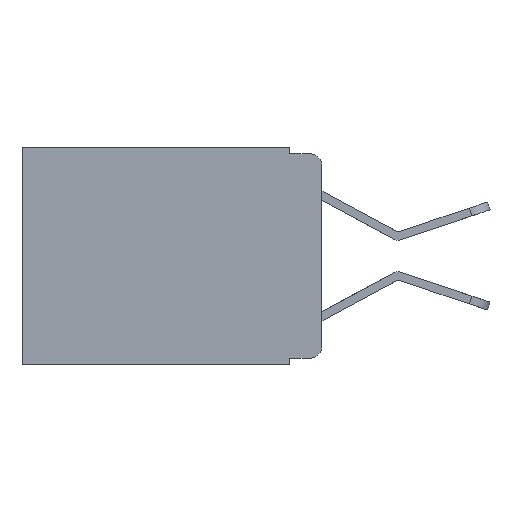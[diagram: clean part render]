
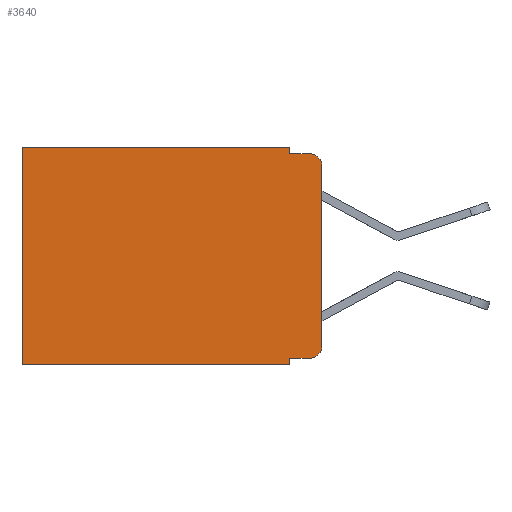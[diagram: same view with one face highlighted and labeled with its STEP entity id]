
A CAD part, left-side view. The second image highlights one B-rep face of the part: STEP entity #3640.
In plain terms, the highlighted planar face has unit normal (-1, 0, 0).
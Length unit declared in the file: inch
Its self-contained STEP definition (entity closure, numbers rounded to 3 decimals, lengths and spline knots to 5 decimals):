
#28 = EDGE_CURVE ( 'NONE', #29, #1324, #6880, .T. ) ;
#29 = VERTEX_POINT ( 'NONE', #9260 ) ;
#235 = ORIENTED_EDGE ( 'NONE', *, *, #4721, .T. ) ;
#269 = ORIENTED_EDGE ( 'NONE', *, *, #5161, .T. ) ;
#319 = ORIENTED_EDGE ( 'NONE', *, *, #4576, .F. ) ;
#328 = ORIENTED_EDGE ( 'NONE', *, *, #8170, .F. ) ;
#365 = ORIENTED_EDGE ( 'NONE', *, *, #4144, .T. ) ;
#396 = ORIENTED_EDGE ( 'NONE', *, *, #9707, .F. ) ;
#405 = CARTESIAN_POINT ( 'NONE',  ( 0.298, 0.051, -0.01 ) ) ;
#408 = ORIENTED_EDGE ( 'NONE', *, *, #28, .T. ) ;
#461 = ORIENTED_EDGE ( 'NONE', *, *, #4400, .T. ) ;
#512 = ORIENTED_EDGE ( 'NONE', *, *, #1404, .F. ) ;
#523 = DIRECTION ( 'NONE',  ( 0., 0., -1. ) ) ;
#530 = VECTOR ( 'NONE', #9284, 39.37008 ) ;
#571 = DIRECTION ( 'NONE',  ( -1., 0., 0. ) ) ;
#575 = ORIENTED_EDGE ( 'NONE', *, *, #6681, .F. ) ;
#747 = CARTESIAN_POINT ( 'NONE',  ( 0.298, 0.02, -0.313 ) ) ;
#888 = CARTESIAN_POINT ( 'NONE',  ( 0.298, 0.051, -0.343 ) ) ;
#1324 = VERTEX_POINT ( 'NONE', #3066 ) ;
#1363 = AXIS2_PLACEMENT_3D ( 'NONE', #8802, #8764, #8766 ) ;
#1404 = EDGE_CURVE ( 'NONE', #5778, #6299, #2761, .T. ) ;
#1700 = LINE ( 'NONE', #9657, #5944 ) ;
#1727 = CARTESIAN_POINT ( 'NONE',  ( 0.298, 0., -0.343 ) ) ;
#2343 = CARTESIAN_POINT ( 'NONE',  ( 0.298, 0.051, -0.01 ) ) ;
#2425 = CARTESIAN_POINT ( 'NONE',  ( 0.298, 0., -0.313 ) ) ;
#2624 = VECTOR ( 'NONE', #7742, 39.37008 ) ;
#2761 = LINE ( 'NONE', #2343, #4436 ) ;
#3066 = CARTESIAN_POINT ( 'NONE',  ( 0.298, 0.473, 0. ) ) ;
#3110 = CIRCLE ( 'NONE', #3275, 0.02 ) ;
#3220 = VERTEX_POINT ( 'NONE', #5213 ) ;
#3275 = AXIS2_PLACEMENT_3D ( 'NONE', #9359, #9291, #9509 ) ;
#3437 = DIRECTION ( 'NONE',  ( 0., -1., 0. ) ) ;
#3505 = VERTEX_POINT ( 'NONE', #2425 ) ;
#3640 = ADVANCED_FACE ( 'NONE', ( #8892 ), #9180, .F. ) ;
#3697 = CARTESIAN_POINT ( 'NONE',  ( 0.298, 0.02, -0.333 ) ) ;
#3841 = DIRECTION ( 'NONE',  ( 0., 1., 0. ) ) ;
#3879 = VERTEX_POINT ( 'NONE', #888 ) ;
#3988 = DIRECTION ( 'NONE',  ( 0., 0., -1. ) ) ;
#4057 = VECTOR ( 'NONE', #4849, 39.37008 ) ;
#4094 = CARTESIAN_POINT ( 'NONE',  ( 0.298, 0.051, 0. ) ) ;
#4144 = EDGE_CURVE ( 'NONE', #1324, #3220, #5323, .T. ) ;
#4223 = CIRCLE ( 'NONE', #9060, 0.02 ) ;
#4266 = CARTESIAN_POINT ( 'NONE',  ( 0.298, 0., -0.03 ) ) ;
#4400 = EDGE_CURVE ( 'NONE', #4404, #6299, #3110, .T. ) ;
#4404 = VERTEX_POINT ( 'NONE', #4266 ) ;
#4426 = VECTOR ( 'NONE', #5777, 39.37008 ) ;
#4436 = VECTOR ( 'NONE', #3437, 39.37008 ) ;
#4576 = EDGE_CURVE ( 'NONE', #3879, #3220, #8875, .T. ) ;
#4721 = EDGE_CURVE ( 'NONE', #5025, #5499, #1700, .T. ) ;
#4849 = DIRECTION ( 'NONE',  ( 0., 0., -1. ) ) ;
#5003 = EDGE_LOOP ( 'NONE', ( #575, #461, #512, #396, #408, #365, #319, #328, #235, #269 ) ) ;
#5025 = VERTEX_POINT ( 'NONE', #9143 ) ;
#5161 = EDGE_CURVE ( 'NONE', #5499, #3505, #4223, .T. ) ;
#5213 = CARTESIAN_POINT ( 'NONE',  ( 0.298, 0.473, -0.343 ) ) ;
#5323 = LINE ( 'NONE', #7813, #8689 ) ;
#5499 = VERTEX_POINT ( 'NONE', #3697 ) ;
#5544 = VECTOR ( 'NONE', #3841, 39.37008 ) ;
#5777 = DIRECTION ( 'NONE',  ( 0., 0., -1. ) ) ;
#5778 = VERTEX_POINT ( 'NONE', #405 ) ;
#5944 = VECTOR ( 'NONE', #6820, 39.37008 ) ;
#6299 = VERTEX_POINT ( 'NONE', #7705 ) ;
#6498 = LINE ( 'NONE', #7284, #2624 ) ;
#6619 = CARTESIAN_POINT ( 'NONE',  ( 0.298, 0., 0. ) ) ;
#6681 = EDGE_CURVE ( 'NONE', #4404, #3505, #8112, .T. ) ;
#6820 = DIRECTION ( 'NONE',  ( 0., -1., 0. ) ) ;
#6880 = LINE ( 'NONE', #9238, #530 ) ;
#7284 = CARTESIAN_POINT ( 'NONE',  ( 0.298, 0.051, 0. ) ) ;
#7705 = CARTESIAN_POINT ( 'NONE',  ( 0.298, 0.02, -0.01 ) ) ;
#7742 = DIRECTION ( 'NONE',  ( 0., 0., -1. ) ) ;
#7813 = CARTESIAN_POINT ( 'NONE',  ( 0.298, 0.473, 0. ) ) ;
#8112 = LINE ( 'NONE', #6619, #4426 ) ;
#8170 = EDGE_CURVE ( 'NONE', #5025, #3879, #6498, .T. ) ;
#8689 = VECTOR ( 'NONE', #3988, 39.37008 ) ;
#8764 = DIRECTION ( 'NONE',  ( 1., 0., 0. ) ) ;
#8766 = DIRECTION ( 'NONE',  ( 0., 0., -1. ) ) ;
#8802 = CARTESIAN_POINT ( 'NONE',  ( 0.298, 0., 0. ) ) ;
#8875 = LINE ( 'NONE', #1727, #5544 ) ;
#8892 = FACE_OUTER_BOUND ( 'NONE', #5003, .T. ) ;
#9060 = AXIS2_PLACEMENT_3D ( 'NONE', #747, #571, #523 ) ;
#9143 = CARTESIAN_POINT ( 'NONE',  ( 0.298, 0.051, -0.333 ) ) ;
#9180 = PLANE ( 'NONE',  #1363 ) ;
#9238 = CARTESIAN_POINT ( 'NONE',  ( 0.298, 0., 0. ) ) ;
#9260 = CARTESIAN_POINT ( 'NONE',  ( 0.298, 0.051, 0. ) ) ;
#9284 = DIRECTION ( 'NONE',  ( 0., 1., 0. ) ) ;
#9291 = DIRECTION ( 'NONE',  ( -1., 0., 0. ) ) ;
#9359 = CARTESIAN_POINT ( 'NONE',  ( 0.298, 0.02, -0.03 ) ) ;
#9506 = LINE ( 'NONE', #4094, #4057 ) ;
#9509 = DIRECTION ( 'NONE',  ( 0., 0., -1. ) ) ;
#9657 = CARTESIAN_POINT ( 'NONE',  ( 0.298, 0.051, -0.333 ) ) ;
#9707 = EDGE_CURVE ( 'NONE', #29, #5778, #9506, .T. ) ;
